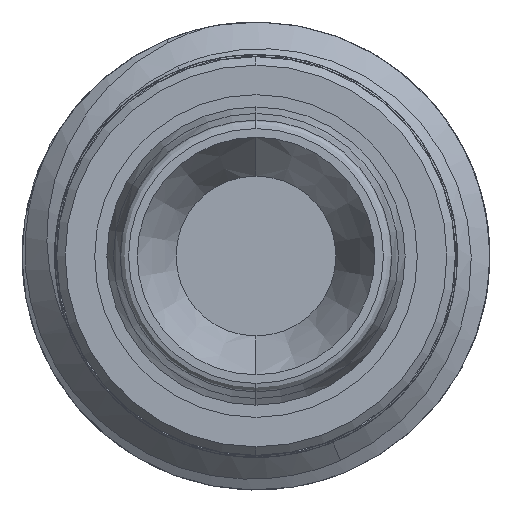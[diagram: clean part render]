
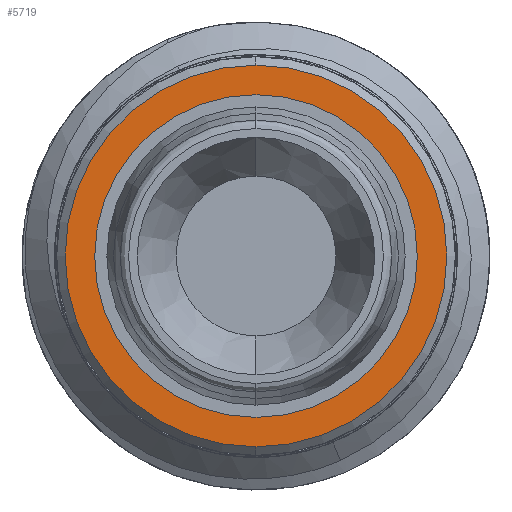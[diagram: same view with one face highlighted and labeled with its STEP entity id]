
A CAD part, left-side view. The second image highlights one B-rep face of the part: STEP entity #5719.
In plain terms, the highlighted face is planar.
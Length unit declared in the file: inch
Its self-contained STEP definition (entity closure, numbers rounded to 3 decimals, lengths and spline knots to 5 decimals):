
#68 = EDGE_LOOP ( 'NONE', ( #1330, #2509 ) ) ;
#73 = DIRECTION ( 'NONE',  ( 1., 0., 0. ) ) ;
#100 = CIRCLE ( 'NONE', #3729, 0.11238 ) ;
#114 = VERTEX_POINT ( 'NONE', #5973 ) ;
#234 = DIRECTION ( 'NONE',  ( 0., -1., 0. ) ) ;
#629 = DIRECTION ( 'NONE',  ( 0., -1., 0. ) ) ;
#651 = CARTESIAN_POINT ( 'NONE',  ( 0.34994, 0., -0.11238 ) ) ;
#690 = VERTEX_POINT ( 'NONE', #651 ) ;
#901 = CARTESIAN_POINT ( 'NONE',  ( 0.34994, 0.09, 0. ) ) ;
#995 = CARTESIAN_POINT ( 'NONE',  ( 0.34994, 0., 0. ) ) ;
#1072 = CARTESIAN_POINT ( 'NONE',  ( 0.34994, 0., 0.11238 ) ) ;
#1076 = CIRCLE ( 'NONE', #2410, 0.09 ) ;
#1251 = AXIS2_PLACEMENT_3D ( 'NONE', #1530, #5086, #629 ) ;
#1330 = ORIENTED_EDGE ( 'NONE', *, *, #4429, .F. ) ;
#1398 = CARTESIAN_POINT ( 'NONE',  ( 0.34994, 0., 0. ) ) ;
#1452 = PLANE ( 'NONE',  #5410 ) ;
#1512 = DIRECTION ( 'NONE',  ( -1., 0., 0. ) ) ;
#1530 = CARTESIAN_POINT ( 'NONE',  ( 0.34994, 0., 0. ) ) ;
#1755 = EDGE_LOOP ( 'NONE', ( #2191, #2301 ) ) ;
#1967 = CIRCLE ( 'NONE', #1251, 0.11238 ) ;
#2191 = ORIENTED_EDGE ( 'NONE', *, *, #4895, .T. ) ;
#2301 = ORIENTED_EDGE ( 'NONE', *, *, #4767, .T. ) ;
#2410 = AXIS2_PLACEMENT_3D ( 'NONE', #995, #73, #4907 ) ;
#2509 = ORIENTED_EDGE ( 'NONE', *, *, #2545, .F. ) ;
#2545 = EDGE_CURVE ( 'NONE', #114, #4176, #1076, .T. ) ;
#2968 = CARTESIAN_POINT ( 'NONE',  ( 0.34994, 0., 0. ) ) ;
#3220 = CARTESIAN_POINT ( 'NONE',  ( 0.34994, 0., 0. ) ) ;
#3250 = DIRECTION ( 'NONE',  ( 0., 1., 0. ) ) ;
#3299 = AXIS2_PLACEMENT_3D ( 'NONE', #3220, #5191, #3250 ) ;
#3352 = VERTEX_POINT ( 'NONE', #1072 ) ;
#3404 = CIRCLE ( 'NONE', #3299, 0.09 ) ;
#3729 = AXIS2_PLACEMENT_3D ( 'NONE', #1398, #5311, #234 ) ;
#3913 = FACE_OUTER_BOUND ( 'NONE', #1755, .T. ) ;
#4176 = VERTEX_POINT ( 'NONE', #901 ) ;
#4429 = EDGE_CURVE ( 'NONE', #4176, #114, #3404, .T. ) ;
#4767 = EDGE_CURVE ( 'NONE', #690, #3352, #1967, .T. ) ;
#4895 = EDGE_CURVE ( 'NONE', #3352, #690, #100, .T. ) ;
#4907 = DIRECTION ( 'NONE',  ( 0., 1., 0. ) ) ;
#5086 = DIRECTION ( 'NONE',  ( 1., 0., 0. ) ) ;
#5191 = DIRECTION ( 'NONE',  ( 1., 0., 0. ) ) ;
#5311 = DIRECTION ( 'NONE',  ( 1., 0., 0. ) ) ;
#5410 = AXIS2_PLACEMENT_3D ( 'NONE', #2968, #1512, #6380 ) ;
#5719 = ADVANCED_FACE ( 'NONE', ( #3913, #5922 ), #1452, .F. ) ;
#5922 = FACE_BOUND ( 'NONE', #68, .T. ) ;
#5973 = CARTESIAN_POINT ( 'NONE',  ( 0.34994, -0.09, 0. ) ) ;
#6380 = DIRECTION ( 'NONE',  ( 0., -1., 0. ) ) ;
